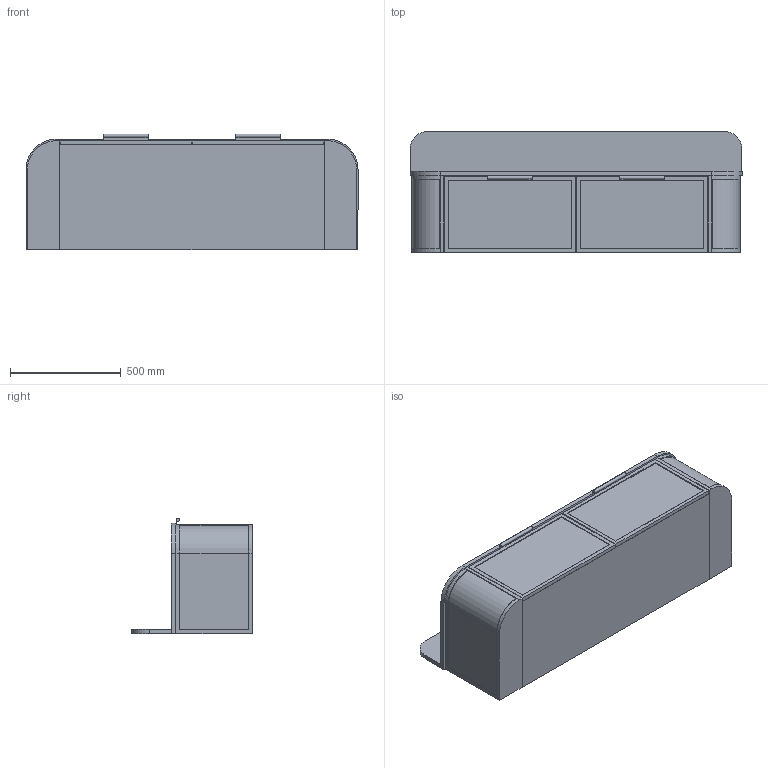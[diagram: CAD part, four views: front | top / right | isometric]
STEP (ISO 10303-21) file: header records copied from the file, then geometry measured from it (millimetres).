
FILE_DESCRIPTION (( 'STEP AP214' ), '1' );
FILE_NAME ('Flo 1500 Double.STEP', '2022-02-22T04:18:26', ( '' ), ( '' ), 'SwSTEP 2.0', 'SolidWorks 2021', '' );
FILE_SCHEMA (( 'AUTOMOTIVE_DESIGN' ));
Length unit declared in the file: millimetre
Products named in the file (6): Waverley End Panel; Francis Handle (draft) 200mm; 1500 Double Benchtop; Waverley Drawer 595; Flo 1500 Double; 1500 Cabinet
Assembly tree (8 placements, depth 2):
  Flo 1500 Double
    1500 Cabinet
    Waverley End Panel  x2
    Waverley Drawer 595  x2
    1500 Double Benchtop
    Francis Handle (draft) 200mm  x2
Bounding box: 1502 x 547 x 522.5 mm (x, y, z)
Volume: 94364543 mm3; surface area: 7023274.2 mm2
Topology: 9 solids, 9 shells, 160 faces, 378 edges, 236 vertices
Faces by surface type: plane 84, cylinder 62, torus 10, sphere 2, bspline 2
Entity records: 3072 total; most frequent: CARTESIAN_POINT 571, DIRECTION 478, ORIENTED_EDGE 454, EDGE_CURVE 227, AXIS2_PLACEMENT_3D 161, VECTOR 156, LINE 156, VERTEX_POINT 144
